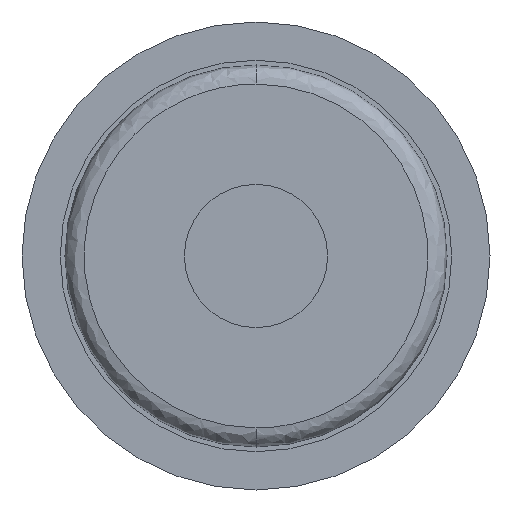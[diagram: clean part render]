
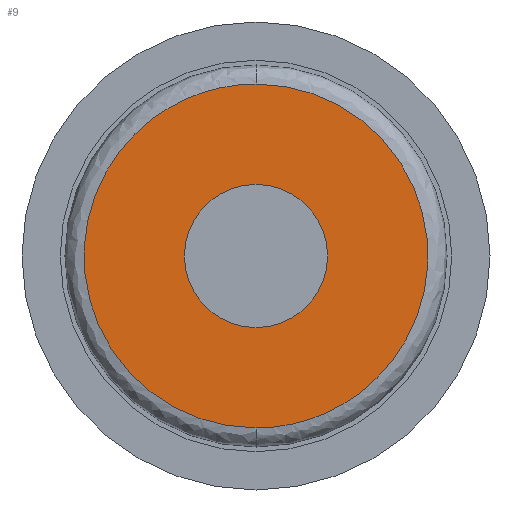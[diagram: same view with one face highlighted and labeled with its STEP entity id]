
A CAD part, front view. The second image highlights one B-rep face of the part: STEP entity #9.
In plain terms, the highlighted planar face has unit normal (0, -1, 0).
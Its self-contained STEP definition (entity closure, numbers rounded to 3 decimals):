
#9 = ADVANCED_FACE ( 'NONE', ( #49, #129 ), #549, .F. ) ;
#26 = AXIS2_PLACEMENT_3D ( 'NONE', #67, #809, #540 ) ;
#48 =( BOUNDED_CURVE ( )  B_SPLINE_CURVE ( 3, ( #303, #236, #449, #710 ),
 .UNSPECIFIED., .F., .T. ) 
 B_SPLINE_CURVE_WITH_KNOTS ( ( 4, 4 ),
 ( 0., 1. ),
 .UNSPECIFIED. ) 
 CURVE ( )  GEOMETRIC_REPRESENTATION_ITEM ( )  RATIONAL_B_SPLINE_CURVE ( ( 1., 0.333, 0.333, 1. ) ) 
 REPRESENTATION_ITEM ( '' )  );
#49 = FACE_BOUND ( 'NONE', #240, .T. ) ;
#64 = CARTESIAN_POINT ( 'NONE',  ( 0., -2., 18. ) ) ;
#67 = CARTESIAN_POINT ( 'NONE',  ( 0., -2., 0. ) ) ;
#97 = AXIS2_PLACEMENT_3D ( 'NONE', #553, #201, #335 ) ;
#114 = CARTESIAN_POINT ( 'NONE',  ( -36., -2., 18. ) ) ;
#129 = FACE_OUTER_BOUND ( 'NONE', #773, .T. ) ;
#167 = CARTESIAN_POINT ( 'NONE',  ( 0., -2., -18. ) ) ;
#179 = CARTESIAN_POINT ( 'NONE',  ( 0., -2., 0. ) ) ;
#201 = DIRECTION ( 'NONE',  ( 0., 1., 0. ) ) ;
#234 = DIRECTION ( 'NONE',  ( 0., -1., 0. ) ) ;
#236 = CARTESIAN_POINT ( 'NONE',  ( 36., -2., 18. ) ) ;
#240 = EDGE_LOOP ( 'NONE', ( #435, #631 ) ) ;
#272 = EDGE_CURVE ( 'NONE', #864, #434, #48, .T. ) ;
#289 = VERTEX_POINT ( 'NONE', #777 ) ;
#303 = CARTESIAN_POINT ( 'NONE',  ( 0., -2., 18. ) ) ;
#331 = CARTESIAN_POINT ( 'NONE',  ( 0., -2., -18. ) ) ;
#335 = DIRECTION ( 'NONE',  ( 0., 0., 1. ) ) ;
#359 = AXIS2_PLACEMENT_3D ( 'NONE', #179, #234, #450 ) ;
#434 = VERTEX_POINT ( 'NONE', #331 ) ;
#435 = ORIENTED_EDGE ( 'NONE', *, *, #725, .F. ) ;
#449 = CARTESIAN_POINT ( 'NONE',  ( 36., -2., -18. ) ) ;
#450 = DIRECTION ( 'NONE',  ( 0., 0., -1. ) ) ;
#540 = DIRECTION ( 'NONE',  ( 0., 0., -1. ) ) ;
#549 = PLANE ( 'NONE',  #97 ) ;
#553 = CARTESIAN_POINT ( 'NONE',  ( 18., -2., 0. ) ) ;
#556 = CIRCLE ( 'NONE', #359, 7.5 ) ;
#606 = ORIENTED_EDGE ( 'NONE', *, *, #799, .F. ) ;
#617 = CARTESIAN_POINT ( 'NONE',  ( 0., -2., 18. ) ) ;
#631 = ORIENTED_EDGE ( 'NONE', *, *, #870, .F. ) ;
#704 = CIRCLE ( 'NONE', #26, 7.5 ) ;
#710 = CARTESIAN_POINT ( 'NONE',  ( 0., -2., -18. ) ) ;
#712 =( BOUNDED_CURVE ( )  B_SPLINE_CURVE ( 3, ( #167, #856, #114, #64 ),
 .UNSPECIFIED., .F., .T. ) 
 B_SPLINE_CURVE_WITH_KNOTS ( ( 4, 4 ),
 ( 0., 1. ),
 .UNSPECIFIED. ) 
 CURVE ( )  GEOMETRIC_REPRESENTATION_ITEM ( )  RATIONAL_B_SPLINE_CURVE ( ( 1., 0.333, 0.333, 1. ) ) 
 REPRESENTATION_ITEM ( '' )  );
#718 = VERTEX_POINT ( 'NONE', #778 ) ;
#720 = ORIENTED_EDGE ( 'NONE', *, *, #272, .F. ) ;
#725 = EDGE_CURVE ( 'NONE', #289, #718, #556, .T. ) ;
#773 = EDGE_LOOP ( 'NONE', ( #606, #720 ) ) ;
#777 = CARTESIAN_POINT ( 'NONE',  ( 0., -2., -7.5 ) ) ;
#778 = CARTESIAN_POINT ( 'NONE',  ( 0., -2., 7.5 ) ) ;
#799 = EDGE_CURVE ( 'NONE', #434, #864, #712, .T. ) ;
#809 = DIRECTION ( 'NONE',  ( 0., -1., 0. ) ) ;
#856 = CARTESIAN_POINT ( 'NONE',  ( -36., -2., -18. ) ) ;
#864 = VERTEX_POINT ( 'NONE', #617 ) ;
#870 = EDGE_CURVE ( 'NONE', #718, #289, #704, .T. ) ;
